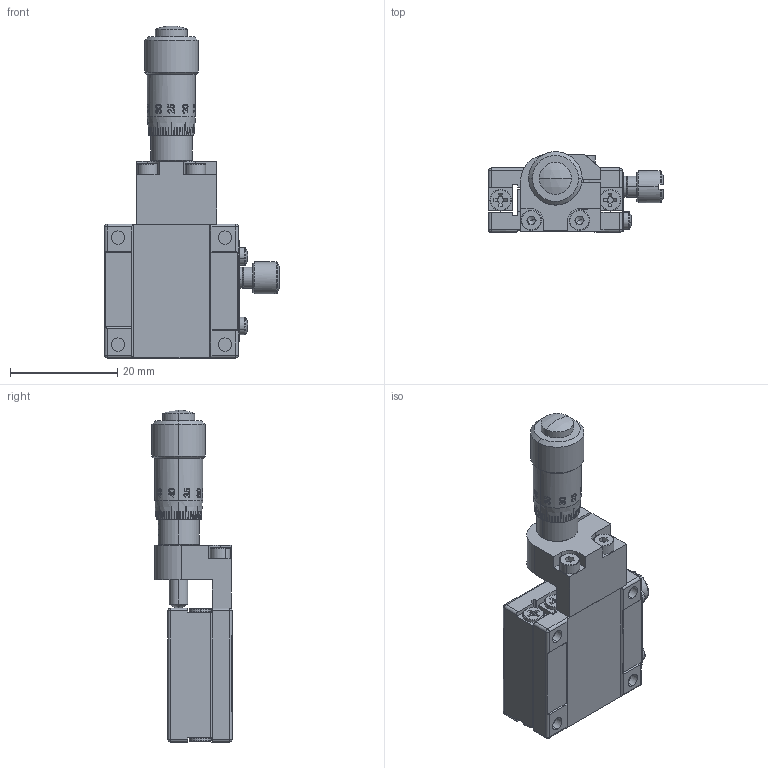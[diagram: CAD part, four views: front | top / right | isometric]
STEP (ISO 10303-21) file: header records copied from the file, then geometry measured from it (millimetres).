
FILE_DESCRIPTION (( 'STEP AP203' ), '1' );
FILE_NAME ('MX25-SC(«¬¿ý).STEP', '2013-04-30T01:26:22', ( '123' ), ( '' ), 'SwSTEP 2.0', 'SolidWorks 2013', '' );
FILE_SCHEMA (( 'CONFIG_CONTROL_DESIGN' ));
Length unit declared in the file: millimetre
Products named in the file (3): Group1^MX25-SC(型錄); Group2^MX25-SC(型錄); MX25-SC(型錄)
Assembly tree (2 placements, depth 2):
  MX25-SC(型錄)
    Group1^MX25-SC(型錄)
    Group2^MX25-SC(型錄)
Bounding box: 32.7 x 15 x 62.05 mm (x, y, z)
Volume: 9917.6 mm3; surface area: 6864.3 mm2
Topology: 2 solids, 2 shells, 1217 faces, 3259 edges, 2100 vertices
Faces by surface type: plane 664, bspline 205, cylinder 176, cone 110, torus 46, sphere 16
Entity records: 53784 total; most frequent: CARTESIAN_POINT 24571, ORIENTED_EDGE 6478, DIRECTION 5342, EDGE_CURVE 3239, VERTEX_POINT 2100, LINE 1782, VECTOR 1782, AXIS2_PLACEMENT_3D 1780
